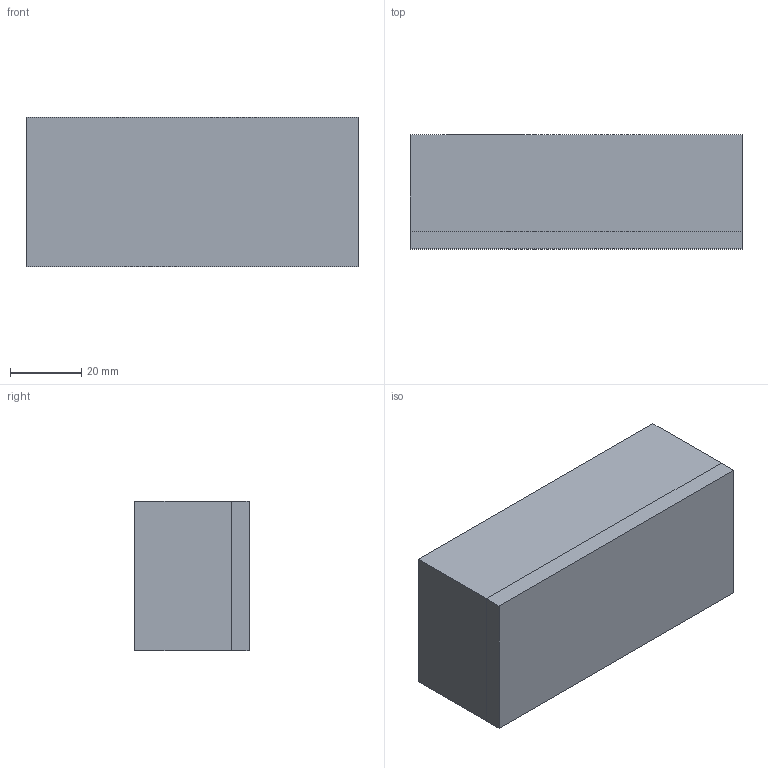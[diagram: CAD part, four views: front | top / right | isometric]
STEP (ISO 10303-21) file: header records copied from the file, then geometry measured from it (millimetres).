
FILE_DESCRIPTION(/* description */ (''),/* implementation_level */ '2;1');
FILE_NAME(/* name */ 'LaserModul_Boden.step',/* time_stamp */ '2020-09-08T12:38:00+02:00',/* author */ (''),/* organization */ (''),/* preprocessor_version */ 'ST-DEVELOPER v18.1',/* originating_system */ 'Autodesk Translation Framework v9.3.0.1241',/* authorisation */ '');
FILE_SCHEMA (('AUTOMOTIVE_DESIGN { 1 0 10303 214 3 1 1 }'));
Length unit declared in the file: millimetre
Products named in the file (2): LaserModul; Deckel
Assembly tree (1 placements, depth 2):
  LaserModul
    Deckel
Bounding box: 93 x 32 x 42 mm (x, y, z)
Volume: 58690.1 mm3; surface area: 31982.2 mm2
Topology: 2 solids, 2 shells, 47 faces, 120 edges, 80 vertices
Faces by surface type: plane 43, cylinder 4
Entity records: 1464 total; most frequent: CARTESIAN_POINT 250, ORIENTED_EDGE 240, DIRECTION 228, EDGE_CURVE 120, LINE 112, VECTOR 112, VERTEX_POINT 80, AXIS2_PLACEMENT_3D 58
